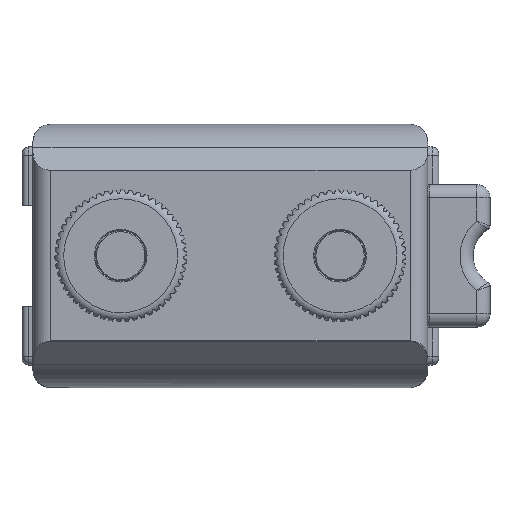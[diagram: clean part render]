
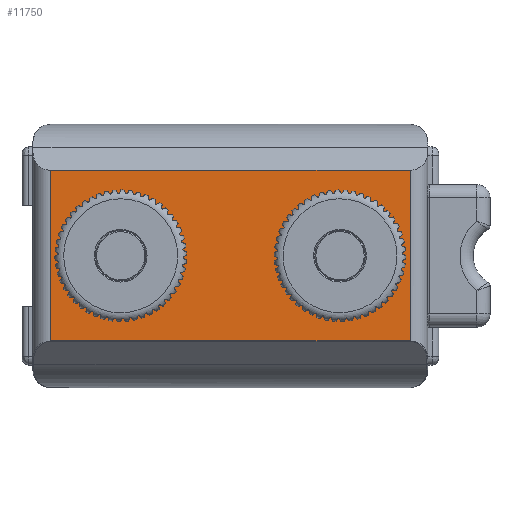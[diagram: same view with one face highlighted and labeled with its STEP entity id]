
A CAD part, top view. The second image highlights one B-rep face of the part: STEP entity #11750.
In plain terms, the highlighted planar face has unit normal (0, 0, 1).
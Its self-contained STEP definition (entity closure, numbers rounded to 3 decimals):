
#41=FACE_BOUND('',#1949,.T.);
#42=FACE_BOUND('',#1950,.T.);
#885=PLANE('',#12577);
#1246=FACE_OUTER_BOUND('',#1948,.T.);
#1948=EDGE_LOOP('',(#8122,#8123,#8124,#8125));
#1949=EDGE_LOOP('',(#8126));
#1950=EDGE_LOOP('',(#8127));
#2659=CIRCLE('',#12573,10.95);
#2663=CIRCLE('',#12578,10.95);
#3191=LINE('',#17322,#3895);
#3199=LINE('',#17856,#3903);
#3200=LINE('',#17858,#3904);
#3201=LINE('',#17859,#3905);
#3895=VECTOR('',#14041,10.);
#3903=VECTOR('',#14121,10.);
#3904=VECTOR('',#14122,10.);
#3905=VECTOR('',#14123,10.);
#4627=VERTEX_POINT('',#17319);
#4628=VERTEX_POINT('',#17321);
#4653=VERTEX_POINT('',#17847);
#4656=VERTEX_POINT('',#17855);
#4657=VERTEX_POINT('',#17857);
#4658=VERTEX_POINT('',#17860);
#5933=EDGE_CURVE('',#4627,#4628,#3191,.T.);
#5979=EDGE_CURVE('',#4653,#4653,#2659,.T.);
#5983=EDGE_CURVE('',#4628,#4656,#3199,.T.);
#5984=EDGE_CURVE('',#4657,#4627,#3200,.T.);
#5985=EDGE_CURVE('',#4656,#4657,#3201,.T.);
#5986=EDGE_CURVE('',#4658,#4658,#2663,.T.);
#8122=ORIENTED_EDGE('',*,*,#5983,.F.);
#8123=ORIENTED_EDGE('',*,*,#5933,.F.);
#8124=ORIENTED_EDGE('',*,*,#5984,.F.);
#8125=ORIENTED_EDGE('',*,*,#5985,.F.);
#8126=ORIENTED_EDGE('',*,*,#5986,.F.);
#8127=ORIENTED_EDGE('',*,*,#5979,.F.);
#11750=ADVANCED_FACE('',(#1246,#41,#42),#885,.F.);
#12573=AXIS2_PLACEMENT_3D('',#17848,#14111,#14112);
#12577=AXIS2_PLACEMENT_3D('',#17854,#14119,#14120);
#12578=AXIS2_PLACEMENT_3D('',#17861,#14124,#14125);
#14041=DIRECTION('',(0.,-1.,0.));
#14111=DIRECTION('center_axis',(0.,0.,
1.));
#14112=DIRECTION('ref_axis',(0.,-1.,0.));
#14119=DIRECTION('center_axis',(0.,0.,
-1.));
#14120=DIRECTION('ref_axis',(0.,-1.,0.));
#14121=DIRECTION('',(-1.,0.,0.));
#14122=DIRECTION('',(1.,0.,0.));
#14123=DIRECTION('',(0.,1.,0.));
#14124=DIRECTION('center_axis',(0.,0.,
1.));
#14125=DIRECTION('ref_axis',(0.,-1.,0.));
#17319=CARTESIAN_POINT('',(41.,19.5,21.85));
#17321=CARTESIAN_POINT('',(41.,-19.417,21.85));
#17322=CARTESIAN_POINT('',(41.,9.75,21.85));
#17847=CARTESIAN_POINT('',(-25.,10.95,21.85));
#17848=CARTESIAN_POINT('Origin',(-25.,0.,21.85));
#17854=CARTESIAN_POINT('Origin',(45.,19.5,21.85));
#17855=CARTESIAN_POINT('',(-41.,-19.417,21.85));
#17856=CARTESIAN_POINT('',(22.5,-19.417,21.85));
#17857=CARTESIAN_POINT('',(-41.,19.5,21.85));
#17858=CARTESIAN_POINT('',(22.5,19.5,21.85));
#17859=CARTESIAN_POINT('',(-41.,9.75,21.85));
#17860=CARTESIAN_POINT('',(25.,10.95,21.85));
#17861=CARTESIAN_POINT('Origin',(25.,0.,21.85));
